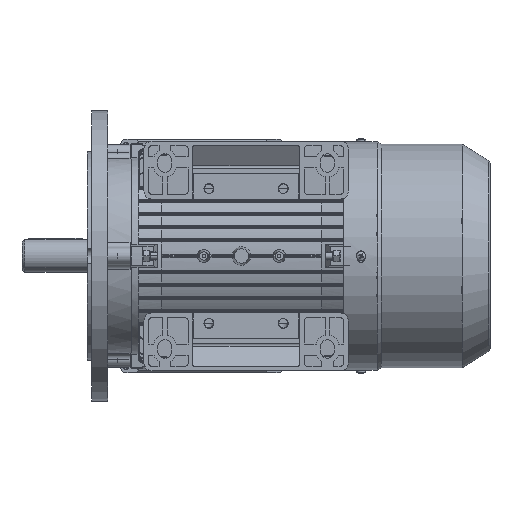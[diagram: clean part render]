
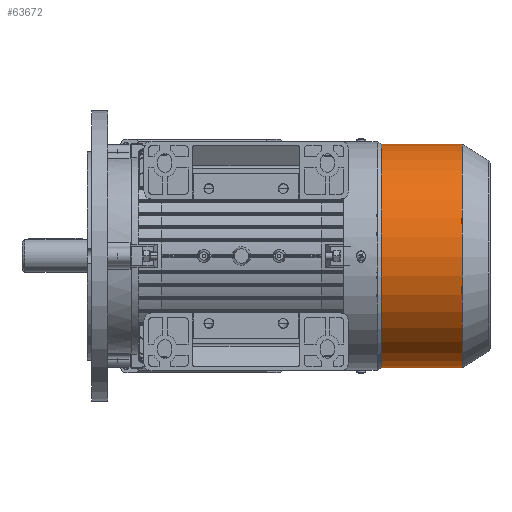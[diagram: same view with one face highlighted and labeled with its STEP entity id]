
A CAD part, front view. The second image highlights one B-rep face of the part: STEP entity #63672.
In plain terms, the highlighted cylindrical face has radius 96.2 mm (diameter 192.4 mm), a partial arc.
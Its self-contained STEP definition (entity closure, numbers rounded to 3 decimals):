
#57247 = VERTEX_POINT ( 'NONE', #114622 ) ;
#57249 = VERTEX_POINT ( 'NONE', #114620 ) ;
#57253 = EDGE_CURVE ( 'NONE', #57249, #57285, #114619, .T. ) ;
#57258 = EDGE_CURVE ( 'NONE', #57247, #57283, #114615, .T. ) ;
#57283 = VERTEX_POINT ( 'NONE', #114650 ) ;
#57285 = VERTEX_POINT ( 'NONE', #114649 ) ;
#63646 = ORIENTED_EDGE ( 'NONE', *, *, #57253, .F. ) ;
#63647 = ORIENTED_EDGE ( 'NONE', *, *, #63671, .T. ) ;
#63648 = ORIENTED_EDGE ( 'NONE', *, *, #57258, .T. ) ;
#63649 = ORIENTED_EDGE ( 'NONE', *, *, #63650, .F. ) ;
#63650 = EDGE_CURVE ( 'NONE', #57285, #57283, #123281, .T. ) ;
#63671 = EDGE_CURVE ( 'NONE', #57249, #57247, #123327, .T. ) ;
#63672 = ADVANCED_FACE ( 'NONE', ( #123318 ), #123317, .T. ) ;
#63673 = EDGE_LOOP ( 'NONE', ( #63646, #63647, #63648, #63649 ) ) ;
#114612 = DIRECTION ( 'NONE',  ( -1., 0., 0. ) ) ;
#114613 = VECTOR ( 'NONE', #114612, 1000. ) ;
#114614 = CARTESIAN_POINT ( 'NONE',  ( 0., 0., 96.2 ) ) ;
#114615 = LINE ( 'NONE', #114614, #114613 ) ;
#114616 = DIRECTION ( 'NONE',  ( -1., 0., 0. ) ) ;
#114617 = VECTOR ( 'NONE', #114616, 1000. ) ;
#114618 = CARTESIAN_POINT ( 'NONE',  ( 0., 0., -96.2 ) ) ;
#114619 = LINE ( 'NONE', #114618, #114617 ) ;
#114620 = CARTESIAN_POINT ( 'NONE',  ( 102., 0., -96.2 ) ) ;
#114622 = CARTESIAN_POINT ( 'NONE',  ( 102., 0., 96.2 ) ) ;
#114649 = CARTESIAN_POINT ( 'NONE',  ( 32.464, 0., -96.2 ) ) ;
#114650 = CARTESIAN_POINT ( 'NONE',  ( 32.464, 0., 96.2 ) ) ;
#123278 = DIRECTION ( 'NONE',  ( 0., 0., 1. ) ) ;
#123279 = DIRECTION ( 'NONE',  ( -1., 0., 0. ) ) ;
#123280 = AXIS2_PLACEMENT_3D ( 'NONE', #123288, #123279, #123278 ) ;
#123281 = CIRCLE ( 'NONE', #123280, 96.2 ) ;
#123288 = CARTESIAN_POINT ( 'NONE',  ( 32.464, 0., 0. ) ) ;
#123311 = DIRECTION ( 'NONE',  ( 0., 0., 1. ) ) ;
#123312 = DIRECTION ( 'NONE',  ( -1., 0., 0. ) ) ;
#123313 = CARTESIAN_POINT ( 'NONE',  ( 0., 0., 0. ) ) ;
#123314 = AXIS2_PLACEMENT_3D ( 'NONE', #123313, #123312, #123311 ) ;
#123317 = CYLINDRICAL_SURFACE ( 'NONE', #123314, 96.2 ) ;
#123318 = FACE_OUTER_BOUND ( 'NONE', #63673, .T. ) ;
#123319 = DIRECTION ( 'NONE',  ( 0., 0., 1. ) ) ;
#123320 = DIRECTION ( 'NONE',  ( -1., 0., 0. ) ) ;
#123321 = CARTESIAN_POINT ( 'NONE',  ( 102., 0., 0. ) ) ;
#123322 = AXIS2_PLACEMENT_3D ( 'NONE', #123321, #123320, #123319 ) ;
#123327 = CIRCLE ( 'NONE', #123322, 96.2 ) ;
